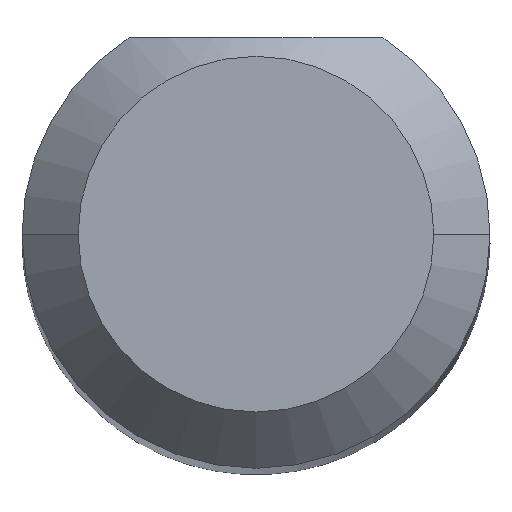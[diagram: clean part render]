
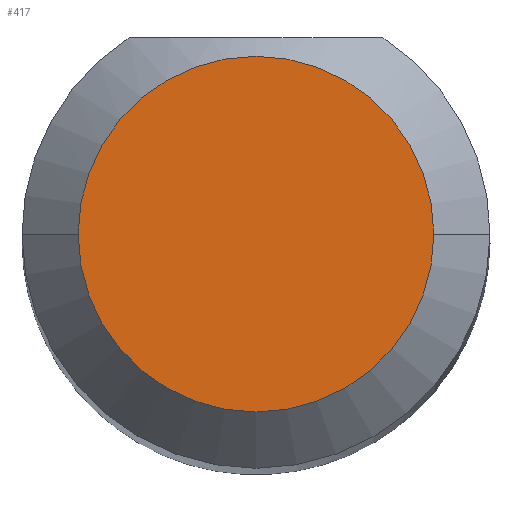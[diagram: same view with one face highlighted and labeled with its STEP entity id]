
A CAD part, top view. The second image highlights one B-rep face of the part: STEP entity #417.
In plain terms, the highlighted planar face has unit normal (0, 0, 1).
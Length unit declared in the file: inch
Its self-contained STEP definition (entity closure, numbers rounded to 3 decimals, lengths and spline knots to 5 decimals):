
#17 = FACE_OUTER_BOUND ( 'NONE', #270, .T. ) ;
#19 = AXIS2_PLACEMENT_3D ( 'NONE', #186, #537, #315 ) ;
#51 = VERTEX_POINT ( 'NONE', #74 ) ;
#56 = CARTESIAN_POINT ( 'NONE',  ( 0., 0., 1.5 ) ) ;
#74 = CARTESIAN_POINT ( 'NONE',  ( -0.0475, 0., 1.5 ) ) ;
#125 = AXIS2_PLACEMENT_3D ( 'NONE', #56, #232, #194 ) ;
#134 = AXIS2_PLACEMENT_3D ( 'NONE', #203, #419, #461 ) ;
#148 = ORIENTED_EDGE ( 'NONE', *, *, #410, .T. ) ;
#186 = CARTESIAN_POINT ( 'NONE',  ( 0., 0., 1.5 ) ) ;
#191 = PLANE ( 'NONE',  #19 ) ;
#194 = DIRECTION ( 'NONE',  ( 1., 0., 0. ) ) ;
#201 = ORIENTED_EDGE ( 'NONE', *, *, #533, .T. ) ;
#203 = CARTESIAN_POINT ( 'NONE',  ( 0., 0., 1.5 ) ) ;
#232 = DIRECTION ( 'NONE',  ( 0., 0., 1. ) ) ;
#270 = EDGE_LOOP ( 'NONE', ( #201, #148 ) ) ;
#290 = CIRCLE ( 'NONE', #125, 0.0475 ) ;
#300 = CIRCLE ( 'NONE', #134, 0.0475 ) ;
#315 = DIRECTION ( 'NONE',  ( 1., 0., 0. ) ) ;
#358 = CARTESIAN_POINT ( 'NONE',  ( 0.0475, 0., 1.5 ) ) ;
#404 = VERTEX_POINT ( 'NONE', #358 ) ;
#410 = EDGE_CURVE ( 'NONE', #404, #51, #290, .T. ) ;
#417 = ADVANCED_FACE ( 'NONE', ( #17 ), #191, .T. ) ;
#419 = DIRECTION ( 'NONE',  ( 0., 0., 1. ) ) ;
#461 = DIRECTION ( 'NONE',  ( 1., 0., 0. ) ) ;
#533 = EDGE_CURVE ( 'NONE', #51, #404, #300, .T. ) ;
#537 = DIRECTION ( 'NONE',  ( 0., 0., 1. ) ) ;
